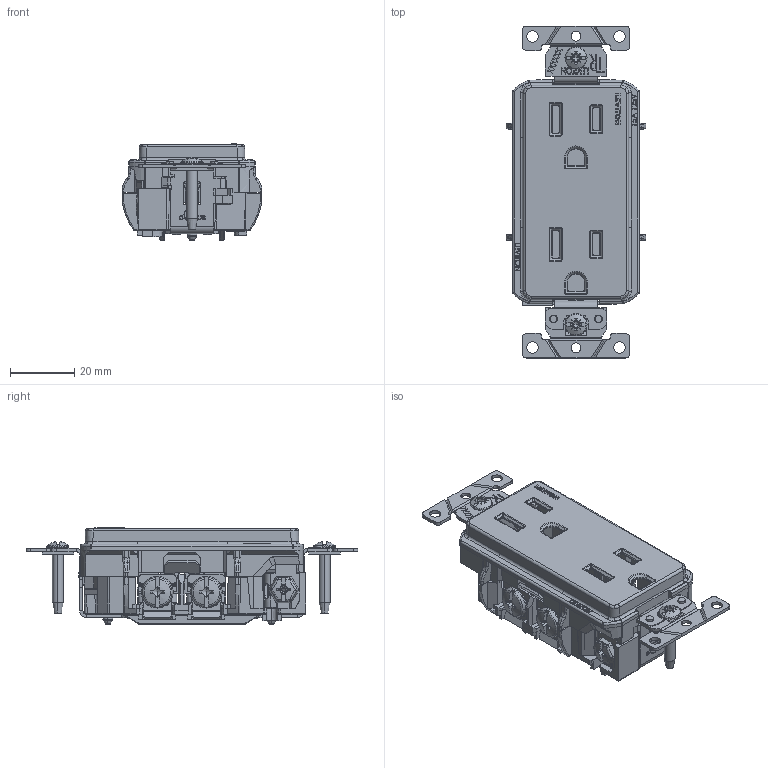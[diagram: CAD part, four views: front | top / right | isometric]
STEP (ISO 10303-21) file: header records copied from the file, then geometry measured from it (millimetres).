
FILE_DESCRIPTION (( 'STEP AP214' ), '1' );
FILE_NAME ('CATSTD-T1626-IGX-M01.STEP', '2020-10-29T14:13:04', ( '' ), ( '' ), 'SwSTEP 2.0', 'SolidWorks 2020', '' );
FILE_SCHEMA (( 'AUTOMOTIVE_DESIGN' ));
Length unit declared in the file: inch
Products named in the file (1): CATSTD-T1626-IGX-M01
Bounding box: 43.43 x 103.17 x 29.97 mm (x, y, z)
Volume: 18290.2 mm3; surface area: 31539.3 mm2
Topology: 20 solids, 20 shells, 5737 faces, 15170 edges, 9849 vertices
Faces by surface type: plane 3729, bspline 947, cylinder 744, cone 165, torus 119, sphere 33
Entity records: 291202 total; most frequent: CARTESIAN_POINT 83159, ORIENTED_EDGE 30314, DIRECTION 23798, EDGE_CURVE 15157, VECTOR 10704, LINE 10704, VERTEX_POINT 9849, AXIS2_PLACEMENT_3D 6547
